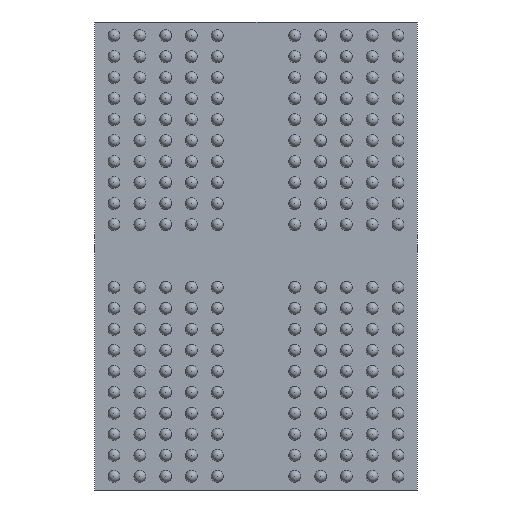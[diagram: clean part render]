
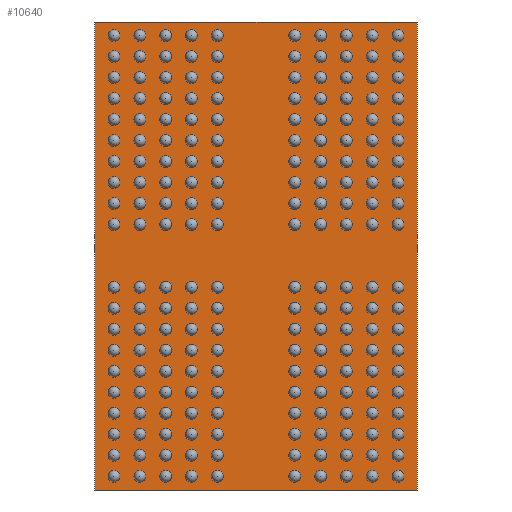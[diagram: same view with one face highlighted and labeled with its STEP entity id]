
A CAD part, front view. The second image highlights one B-rep face of the part: STEP entity #10640.
In plain terms, the highlighted planar face has unit normal (0, -1, 0).
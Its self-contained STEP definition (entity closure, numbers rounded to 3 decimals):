
#448 = CARTESIAN_POINT ( 'NONE',  ( -5., 0.277, 7.25 ) ) ;
#2059 = ORIENTED_EDGE ( 'NONE', *, *, #16818, .T. ) ;
#2334 = CARTESIAN_POINT ( 'NONE',  ( -5., 0.277, 7.25 ) ) ;
#2539 = ORIENTED_EDGE ( 'NONE', *, *, #3864, .T. ) ;
#3163 = DIRECTION ( 'NONE',  ( -1., 0., 0. ) ) ;
#3192 = EDGE_CURVE ( 'NONE', #8874, #12735, #13860, .T. ) ;
#3484 = CARTESIAN_POINT ( 'NONE',  ( -5., 0.277, -7.25 ) ) ;
#3705 = DIRECTION ( 'NONE',  ( 0., 0., 1. ) ) ;
#3864 = EDGE_CURVE ( 'NONE', #11254, #11392, #3871, .T. ) ;
#3871 = LINE ( 'NONE', #3484, #6550 ) ;
#5134 = FACE_OUTER_BOUND ( 'NONE', #8119, .T. ) ;
#5606 = PLANE ( 'NONE',  #13432 ) ;
#6550 = VECTOR ( 'NONE', #16312, 1000. ) ;
#6881 = VECTOR ( 'NONE', #3163, 1000. ) ;
#7809 = ORIENTED_EDGE ( 'NONE', *, *, #10905, .T. ) ;
#8119 = EDGE_LOOP ( 'NONE', ( #7809, #10462, #2059, #2539 ) ) ;
#8475 = CARTESIAN_POINT ( 'NONE',  ( 0., 0.277, 0. ) ) ;
#8581 = DIRECTION ( 'NONE',  ( 0., 0., -1. ) ) ;
#8874 = VERTEX_POINT ( 'NONE', #13631 ) ;
#9615 = DIRECTION ( 'NONE',  ( 0., 1., 0. ) ) ;
#10462 = ORIENTED_EDGE ( 'NONE', *, *, #3192, .T. ) ;
#10640 = ADVANCED_FACE ( 'NONE', ( #5134 ), #5606, .F. ) ;
#10905 = EDGE_CURVE ( 'NONE', #11392, #8874, #14993, .T. ) ;
#10988 = DIRECTION ( 'NONE',  ( 0., 0., 1. ) ) ;
#11254 = VERTEX_POINT ( 'NONE', #16580 ) ;
#11392 = VERTEX_POINT ( 'NONE', #11833 ) ;
#11484 = VECTOR ( 'NONE', #3705, 1000. ) ;
#11553 = CARTESIAN_POINT ( 'NONE',  ( 5., 0.277, 7.25 ) ) ;
#11833 = CARTESIAN_POINT ( 'NONE',  ( 5., 0.277, -7.25 ) ) ;
#11864 = LINE ( 'NONE', #13683, #12885 ) ;
#12735 = VERTEX_POINT ( 'NONE', #2334 ) ;
#12885 = VECTOR ( 'NONE', #8581, 1000. ) ;
#13432 = AXIS2_PLACEMENT_3D ( 'NONE', #8475, #9615, #10988 ) ;
#13631 = CARTESIAN_POINT ( 'NONE',  ( 5., 0.277, 7.25 ) ) ;
#13683 = CARTESIAN_POINT ( 'NONE',  ( -5., 0.277, 7.25 ) ) ;
#13860 = LINE ( 'NONE', #448, #6881 ) ;
#14993 = LINE ( 'NONE', #11553, #11484 ) ;
#16312 = DIRECTION ( 'NONE',  ( 1., 0., 0. ) ) ;
#16580 = CARTESIAN_POINT ( 'NONE',  ( -5., 0.277, -7.25 ) ) ;
#16818 = EDGE_CURVE ( 'NONE', #12735, #11254, #11864, .T. ) ;
